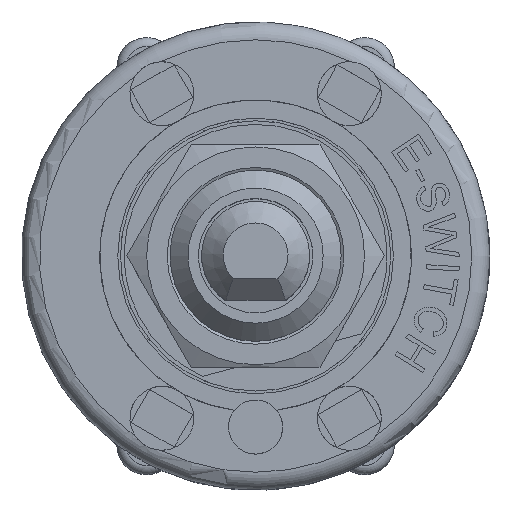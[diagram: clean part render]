
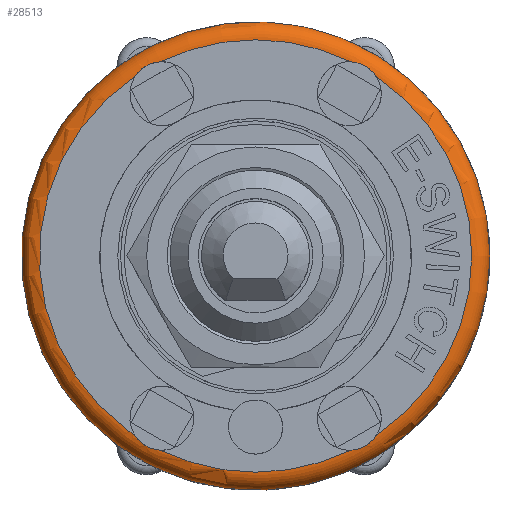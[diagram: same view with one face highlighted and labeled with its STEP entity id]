
A CAD part, top view. The second image highlights one B-rep face of the part: STEP entity #28513.
In plain terms, the highlighted toroidal (fillet/blend) face has major radius 12 mm and minor radius 1 mm.
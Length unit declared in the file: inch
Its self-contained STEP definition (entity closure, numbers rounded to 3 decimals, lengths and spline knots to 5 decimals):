
#27863=CARTESIAN_POINT('',(0.51181,0.0,0.37402));
#27864=VERTEX_POINT('',#27863);
#27865=CARTESIAN_POINT('',(0.0,0.0,0.37402));
#27866=DIRECTION('',(0.0,0.0,1.0));
#27867=DIRECTION('',(-1.0,0.0,0.0));
#27868=AXIS2_PLACEMENT_3D('',#27865,#27866,#27867);
#27869=CIRCLE('',#27868,0.51181);
#27870=EDGE_CURVE('',#27864,#27864,#27869,.T.);
#28113=CARTESIAN_POINT('',(-0.26379,0.39194,0.41339));
#28114=VERTEX_POINT('',#28113);
#28123=CARTESIAN_POINT('',(-0.20753,0.42442,0.41339));
#28124=VERTEX_POINT('',#28123);
#28132=CARTESIAN_POINT('',(-0.26379,0.39194,0.41339));
#28133=CARTESIAN_POINT('',(-0.26063,0.39693,0.41339));
#28134=CARTESIAN_POINT('',(-0.25684,0.40153,0.41318));
#28135=CARTESIAN_POINT('',(-0.25019,0.40776,0.41294));
#28136=CARTESIAN_POINT('',(-0.24774,0.40975,0.41287));
#28137=CARTESIAN_POINT('',(-0.24411,0.41233,0.41281));
#28138=CARTESIAN_POINT('',(-0.24303,0.41306,0.41279));
#28139=CARTESIAN_POINT('',(-0.24115,0.41424,0.41278));
#28140=CARTESIAN_POINT('',(-0.24035,0.41472,0.41278));
#28141=CARTESIAN_POINT('',(-0.23874,0.41565,0.41278));
#28142=CARTESIAN_POINT('',(-0.23791,0.4161,0.41278));
#28143=CARTESIAN_POINT('',(-0.23586,0.41717,0.4128));
#28144=CARTESIAN_POINT('',(-0.23462,0.41777,0.41281));
#28145=CARTESIAN_POINT('',(-0.23029,0.41972,0.41288));
#28146=CARTESIAN_POINT('',(-0.22713,0.42087,0.41296));
#28147=CARTESIAN_POINT('',(-0.2184,0.42336,0.41321));
#28148=CARTESIAN_POINT('',(-0.2129,0.4242,0.41339));
#28149=CARTESIAN_POINT('',(-0.20753,0.42442,0.41339));
#28150=B_SPLINE_CURVE_WITH_KNOTS('',3,(#28132,#28133,#28134,#28135,#28136,#28137,#28138,#28139,#28140,#28141,#28142,#28143,#28144,#28145,#28146,#28147,#28148,#28149),.UNSPECIFIED.,.F.,.U.,(4,2,2,2,2,2,2,2,4),(-0.30321,-0.28459,-0.27477,-0.27072,-0.26786,-0.26495,-0.2607,-0.25033,-0.23279),.UNSPECIFIED.);
#28151=EDGE_CURVE('',#28114,#28124,#28150,.T.);
#28187=CARTESIAN_POINT('',(-0.26379,-0.39194,0.41339));
#28188=VERTEX_POINT('',#28187);
#28198=CARTESIAN_POINT('',(-0.20753,-0.42442,0.41339));
#28199=VERTEX_POINT('',#28198);
#28200=CARTESIAN_POINT('',(-0.20753,-0.42442,0.41339));
#28201=CARTESIAN_POINT('',(-0.21344,-0.42418,0.41339));
#28202=CARTESIAN_POINT('',(-0.21932,-0.42319,0.41318));
#28203=CARTESIAN_POINT('',(-0.22803,-0.42055,0.41294));
#28204=CARTESIAN_POINT('',(-0.23098,-0.41943,0.41287));
#28205=CARTESIAN_POINT('',(-0.23503,-0.41757,0.41281));
#28206=CARTESIAN_POINT('',(-0.2362,-0.417,0.41279));
#28207=CARTESIAN_POINT('',(-0.23817,-0.41596,0.41278));
#28208=CARTESIAN_POINT('',(-0.23898,-0.41551,0.41278));
#28209=CARTESIAN_POINT('',(-0.24059,-0.41458,0.41278));
#28210=CARTESIAN_POINT('',(-0.2414,-0.41409,0.41278));
#28211=CARTESIAN_POINT('',(-0.24335,-0.41285,0.4128));
#28212=CARTESIAN_POINT('',(-0.24449,-0.41207,0.41281));
#28213=CARTESIAN_POINT('',(-0.24834,-0.4093,0.41288));
#28214=CARTESIAN_POINT('',(-0.25092,-0.40713,0.41296));
#28215=CARTESIAN_POINT('',(-0.25744,-0.40082,0.41321));
#28216=CARTESIAN_POINT('',(-0.26092,-0.39648,0.41339));
#28217=CARTESIAN_POINT('',(-0.26379,-0.39194,0.41339));
#28218=B_SPLINE_CURVE_WITH_KNOTS('',3,(#28200,#28201,#28202,#28203,#28204,#28205,#28206,#28207,#28208,#28209,#28210,#28211,#28212,#28213,#28214,#28215,#28216,#28217),.UNSPECIFIED.,.F.,.U.,(4,2,2,2,2,2,2,2,4),(-0.30321,-0.28459,-0.27477,-0.27072,-0.26786,-0.26495,-0.2607,-0.25033,-0.23279),.UNSPECIFIED.);
#28219=EDGE_CURVE('',#28199,#28188,#28218,.T.);
#28287=CARTESIAN_POINT('',(0.20753,-0.42442,0.41339));
#28288=VERTEX_POINT('',#28287);
#28298=CARTESIAN_POINT('',(0.26379,-0.39194,0.41339));
#28299=VERTEX_POINT('',#28298);
#28300=CARTESIAN_POINT('',(0.26379,-0.39194,0.41339));
#28301=CARTESIAN_POINT('',(0.26063,-0.39693,0.41339));
#28302=CARTESIAN_POINT('',(0.25684,-0.40153,0.41318));
#28303=CARTESIAN_POINT('',(0.25019,-0.40776,0.41294));
#28304=CARTESIAN_POINT('',(0.24774,-0.40975,0.41287));
#28305=CARTESIAN_POINT('',(0.24411,-0.41233,0.41281));
#28306=CARTESIAN_POINT('',(0.24303,-0.41306,0.41279));
#28307=CARTESIAN_POINT('',(0.24115,-0.41424,0.41278));
#28308=CARTESIAN_POINT('',(0.24035,-0.41472,0.41278));
#28309=CARTESIAN_POINT('',(0.23874,-0.41565,0.41278));
#28310=CARTESIAN_POINT('',(0.23791,-0.4161,0.41278));
#28311=CARTESIAN_POINT('',(0.23586,-0.41717,0.4128));
#28312=CARTESIAN_POINT('',(0.23462,-0.41777,0.41281));
#28313=CARTESIAN_POINT('',(0.23029,-0.41972,0.41288));
#28314=CARTESIAN_POINT('',(0.22713,-0.42087,0.41296));
#28315=CARTESIAN_POINT('',(0.2184,-0.42336,0.41321));
#28316=CARTESIAN_POINT('',(0.2129,-0.4242,0.41339));
#28317=CARTESIAN_POINT('',(0.20753,-0.42442,0.41339));
#28318=B_SPLINE_CURVE_WITH_KNOTS('',3,(#28300,#28301,#28302,#28303,#28304,#28305,#28306,#28307,#28308,#28309,#28310,#28311,#28312,#28313,#28314,#28315,#28316,#28317),.UNSPECIFIED.,.F.,.U.,(4,2,2,2,2,2,2,2,4),(-0.30321,-0.28459,-0.27477,-0.27072,-0.26786,-0.26495,-0.2607,-0.25033,-0.23279),.UNSPECIFIED.);
#28319=EDGE_CURVE('',#28299,#28288,#28318,.T.);
#28413=CARTESIAN_POINT('',(0.20753,0.42442,0.41339));
#28414=VERTEX_POINT('',#28413);
#28423=CARTESIAN_POINT('',(0.26379,0.39194,0.41339));
#28424=VERTEX_POINT('',#28423);
#28432=CARTESIAN_POINT('',(0.20753,0.42442,0.41339));
#28433=CARTESIAN_POINT('',(0.21344,0.42418,0.41339));
#28434=CARTESIAN_POINT('',(0.21932,0.42319,0.41318));
#28435=CARTESIAN_POINT('',(0.22803,0.42055,0.41294));
#28436=CARTESIAN_POINT('',(0.23098,0.41943,0.41287));
#28437=CARTESIAN_POINT('',(0.23503,0.41757,0.41281));
#28438=CARTESIAN_POINT('',(0.2362,0.417,0.41279));
#28439=CARTESIAN_POINT('',(0.23817,0.41596,0.41278));
#28440=CARTESIAN_POINT('',(0.23898,0.41551,0.41278));
#28441=CARTESIAN_POINT('',(0.24059,0.41458,0.41278));
#28442=CARTESIAN_POINT('',(0.2414,0.41409,0.41278));
#28443=CARTESIAN_POINT('',(0.24335,0.41285,0.4128));
#28444=CARTESIAN_POINT('',(0.24449,0.41207,0.41281));
#28445=CARTESIAN_POINT('',(0.24834,0.4093,0.41288));
#28446=CARTESIAN_POINT('',(0.25092,0.40713,0.41296));
#28447=CARTESIAN_POINT('',(0.25744,0.40082,0.41321));
#28448=CARTESIAN_POINT('',(0.26092,0.39648,0.41339));
#28449=CARTESIAN_POINT('',(0.26379,0.39194,0.41339));
#28450=B_SPLINE_CURVE_WITH_KNOTS('',3,(#28432,#28433,#28434,#28435,#28436,#28437,#28438,#28439,#28440,#28441,#28442,#28443,#28444,#28445,#28446,#28447,#28448,#28449),.UNSPECIFIED.,.F.,.U.,(4,2,2,2,2,2,2,2,4),(-0.30321,-0.28459,-0.27477,-0.27072,-0.26786,-0.26495,-0.2607,-0.25033,-0.23279),.UNSPECIFIED.);
#28451=EDGE_CURVE('',#28414,#28424,#28450,.T.);
#28471=CARTESIAN_POINT('',(0.0,0.0,0.37402));
#28472=DIRECTION('',(0.0,0.0,-1.0));
#28473=DIRECTION('',(-1.0,0.0,0.0));
#28474=AXIS2_PLACEMENT_3D('',#28471,#28472,#28473);
#28475=TOROIDAL_SURFACE('',#28474,0.47244,0.03937);
#28476=ORIENTED_EDGE('',*,*,#27870,.T.);
#28477=EDGE_LOOP('',(#28476));
#28478=FACE_OUTER_BOUND('',#28477,.T.);
#28479=CARTESIAN_POINT('',(0.0,0.0,0.41339));
#28480=DIRECTION('',(0.0,0.0,-1.0));
#28481=DIRECTION('',(-1.0,0.0,0.0));
#28482=AXIS2_PLACEMENT_3D('',#28479,#28480,#28481);
#28483=CIRCLE('',#28482,0.47244);
#28484=EDGE_CURVE('',#28188,#28114,#28483,.T.);
#28485=ORIENTED_EDGE('',*,*,#28484,.T.);
#28486=ORIENTED_EDGE('',*,*,#28151,.T.);
#28487=CARTESIAN_POINT('',(0.0,0.0,0.41339));
#28488=DIRECTION('',(0.0,0.0,-1.0));
#28489=DIRECTION('',(-1.0,0.0,0.0));
#28490=AXIS2_PLACEMENT_3D('',#28487,#28488,#28489);
#28491=CIRCLE('',#28490,0.47244);
#28492=EDGE_CURVE('',#28124,#28414,#28491,.T.);
#28493=ORIENTED_EDGE('',*,*,#28492,.T.);
#28494=ORIENTED_EDGE('',*,*,#28451,.T.);
#28495=CARTESIAN_POINT('',(0.0,0.0,0.41339));
#28496=DIRECTION('',(0.0,0.0,-1.0));
#28497=DIRECTION('',(-1.0,0.0,0.0));
#28498=AXIS2_PLACEMENT_3D('',#28495,#28496,#28497);
#28499=CIRCLE('',#28498,0.47244);
#28500=EDGE_CURVE('',#28424,#28299,#28499,.T.);
#28501=ORIENTED_EDGE('',*,*,#28500,.T.);
#28502=ORIENTED_EDGE('',*,*,#28319,.T.);
#28503=CARTESIAN_POINT('',(0.0,0.0,0.41339));
#28504=DIRECTION('',(0.0,0.0,-1.0));
#28505=DIRECTION('',(-1.0,0.0,0.0));
#28506=AXIS2_PLACEMENT_3D('',#28503,#28504,#28505);
#28507=CIRCLE('',#28506,0.47244);
#28508=EDGE_CURVE('',#28288,#28199,#28507,.T.);
#28509=ORIENTED_EDGE('',*,*,#28508,.T.);
#28510=ORIENTED_EDGE('',*,*,#28219,.T.);
#28511=EDGE_LOOP('',(#28485,#28486,#28493,#28494,#28501,#28502,#28509,#28510));
#28512=FACE_BOUND('',#28511,.T.);
#28513=ADVANCED_FACE('',(#28478,#28512),#28475,.T.);
